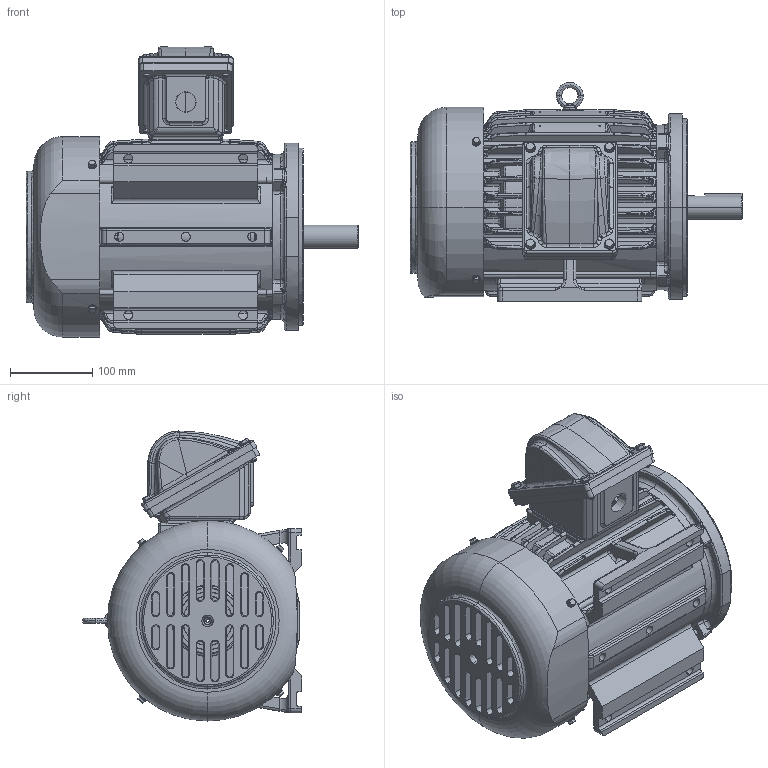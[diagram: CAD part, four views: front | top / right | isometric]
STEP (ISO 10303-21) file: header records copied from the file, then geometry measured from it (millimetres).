
FILE_DESCRIPTION(('CATIA V5 STEP Exchange'),'2;1');
FILE_NAME('31043A389--AEHHXG-184TC.stp','2018-04-17T11:18:37+00:00',('none'),('none'),'Unofficial Packaging Version','CATIA V5 STEP AP203','none');
FILE_SCHEMA(('CONFIG_CONTROL_DESIGN'));
Length unit declared in the file: millimetre
Products named in the file (1): 31043A389--AEHHXG-184TC
Bounding box: 404.05 x 266.58 x 353.07 mm (x, y, z)
Volume: 4576951.2 mm3; surface area: 1071235.1 mm2
Topology: 2 solids, 18 shells, 3499 faces, 8916 edges, 5288 vertices
Faces by surface type: bspline 1185, cylinder 855, plane 612, cone 372, torus 365, sphere 95, revolution 15
Entity records: 145421 total; most frequent: CARTESIAN_POINT 78568, ORIENTED_EDGE 17334, EDGE_CURVE 8667, DIRECTION 8644, VERTEX_POINT 5288, AXIS2_PLACEMENT_3D 4295, EDGE_LOOP 3707, ADVANCED_FACE 3499
